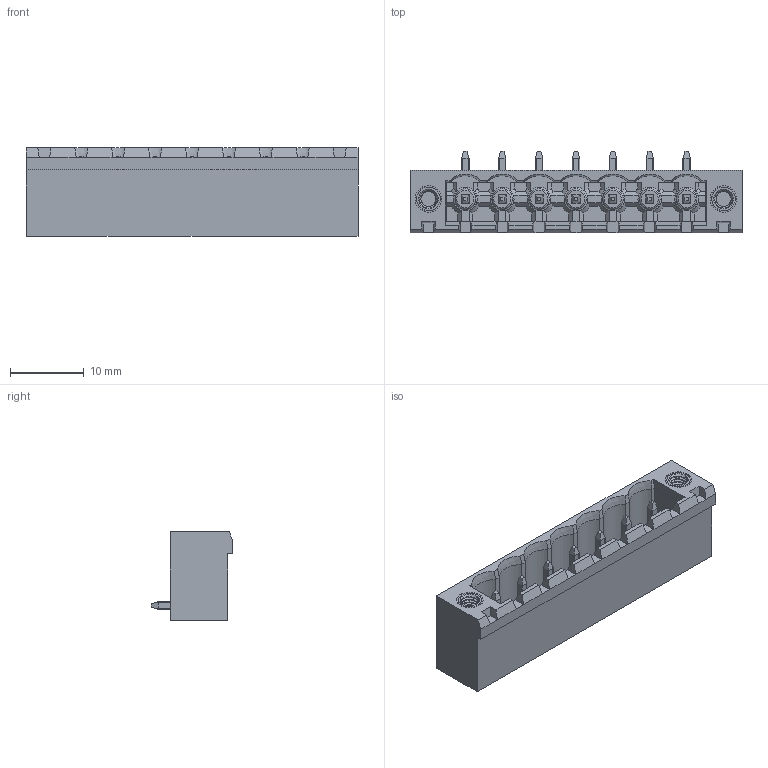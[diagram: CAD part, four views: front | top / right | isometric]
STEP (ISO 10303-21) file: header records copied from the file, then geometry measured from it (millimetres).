
FILE_DESCRIPTION(/* description */ ('Unknown'),/* implementation_level */ '2;1');
FILE_NAME(/* name */ '691701740007B',/* time_stamp */ '2024-01-12T11:14:52+01:00',/* author */ ('Unknown'),/* organization */ ('Unknown'),/* preprocessor_version */ 'ST-DEVELOPER v18.102',/* originating_system */ 'Solid Edge',/* authorisation */ 'Unknown');
FILE_SCHEMA (('AUTOMOTIVE_DESIGN {1 0 10303 214 3 1 1}'));
Length unit declared in the file: millimetre
Products named in the file (4): 6917017400xxB; 691701730007B; 6917015300xxB_Pin; 6917015200xxB_Insert
Assembly tree (10 placements, depth 2):
  6917017400xxB
    691701730007B
    6917015300xxB_Pin  x7
    6917015200xxB_Insert  x2
Bounding box: 45 x 11.1 x 12.01 mm (x, y, z)
Volume: 2087.4 mm3; surface area: 4320.6 mm2
Topology: 10 solids, 10 shells, 1122 faces, 3039 edges, 1960 vertices
Faces by surface type: plane 776, cylinder 235, cone 56, torus 42, sphere 7, bspline 6
Full cylindrical faces by diameter (mm): 3.18 x2, 3.2 x2
Entity records: 24820 total; most frequent: CARTESIAN_POINT 6441, ORIENTED_EDGE 3858, DIRECTION 3610, EDGE_CURVE 1929, LINE 1468, VECTOR 1468, VERTEX_POINT 1254, AXIS2_PLACEMENT_3D 1071
